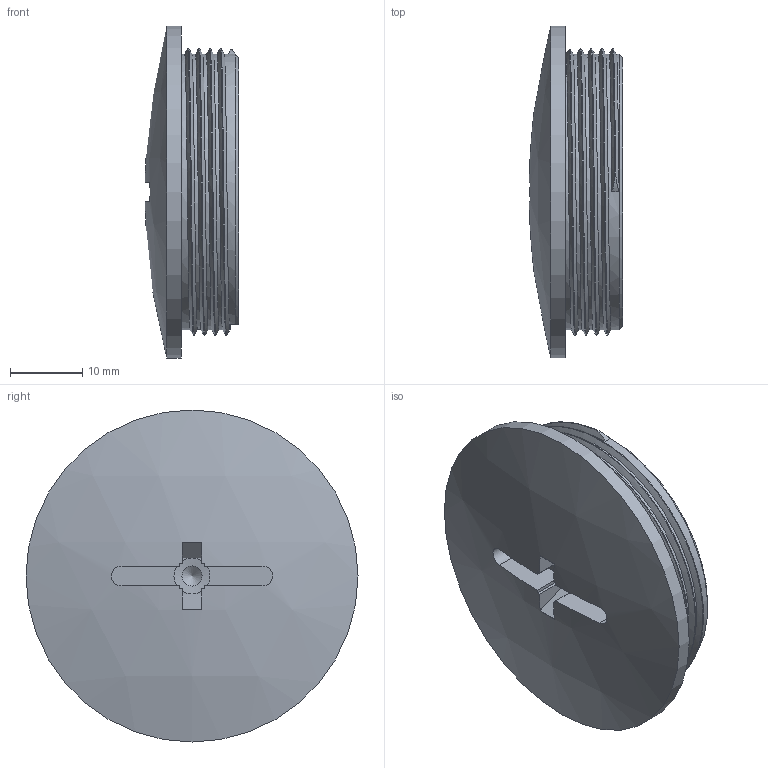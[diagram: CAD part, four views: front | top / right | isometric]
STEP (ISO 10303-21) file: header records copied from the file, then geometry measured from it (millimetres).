
FILE_DESCRIPTION(/* description */ ('Verschlussschraube rund mit Schlitz M 40x1,5'),/* implementation_level */ '2;1');
FILE_NAME(/* name */ '11007540-RST.stp',/* time_stamp */ '2020-04-23T10:28:55+02:00',/* author */ ('sl'),/* organization */ (''),/* preprocessor_version */ 'ST-DEVELOPER v16.5',/* originating_system */ 'Autodesk Inventor 2017',/* authorisation */ '');
FILE_SCHEMA (('AUTOMOTIVE_DESIGN { 1 0 10303 214 3 1 1 }'));
Length unit declared in the file: millimetre
Products named in the file (1): 11007540
Bounding box: 12.97 x 46.1 x 46.1 mm (x, y, z)
Volume: 5880.6 mm3; surface area: 6781.6 mm2
Topology: 1 solids, 1 shells, 96 faces, 255 edges, 163 vertices
Faces by surface type: plane 65, cylinder 22, cone 6, bspline 2, sphere 1
Full cylindrical faces by diameter (mm): 35.12 x1, 38.318 x4, 46.1 x1
Entity records: 3653 total; most frequent: CARTESIAN_POINT 1392, DIRECTION 469, ORIENTED_EDGE 468, EDGE_CURVE 234, AXIS2_PLACEMENT_3D 169, VERTEX_POINT 152, LINE 131, VECTOR 131
